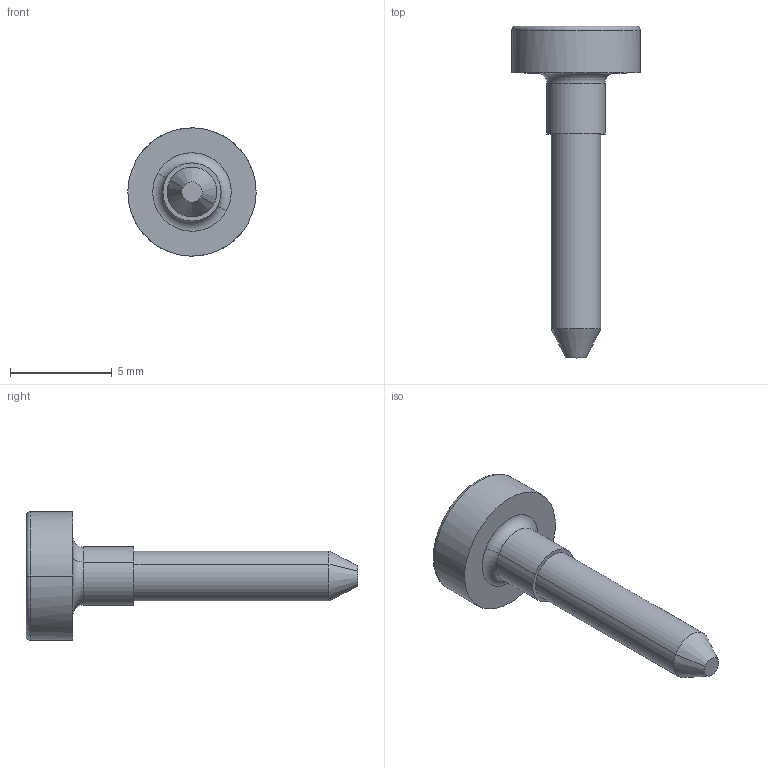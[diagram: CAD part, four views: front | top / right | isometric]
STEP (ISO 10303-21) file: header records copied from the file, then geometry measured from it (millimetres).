
FILE_DESCRIPTION(('CATIA V5 STEP Exchange','CAx-IF Rec.Pracs.--- Model Styling and Organization---1.5--- 2016-08-15','CAx-IF Rec.Pracs.---Supplemental Geometry---1.0---2011-11-01','CAx-IF Rec.Pracs.--- Composite Materials ---1.1---2010-07-15'),'2;1');
FILE_NAME ('1340595-1_0_2812340000_2812340000.stp','2024-06-17T07:57:19+00:00',('none'),('Weidmueller'),'CATIA Version 5-6 Release 2022 SP4 HF5','CATIA V5 STEP AP214 v3','none');
FILE_SCHEMA(('AUTOMOTIVE_DESIGN { 1 0 10303 214 1 1 1 1 }'));
Length unit declared in the file: millimetre
Products named in the file (1): EJOT Delta PT P35x14/11
Bounding box: 6.3 x 16.3 x 6.3 mm (x, y, z)
Volume: 127 mm3; surface area: 227.9 mm2
Topology: 1 solids, 1 shells, 68 faces, 186 edges, 121 vertices
Faces by surface type: bspline 24, cylinder 20, plane 16, torus 4, cone 4
Entity records: 2907 total; most frequent: CARTESIAN_POINT 1580, ORIENTED_EDGE 368, EDGE_CURVE 184, DIRECTION 128, VERTEX_POINT 121, B_SPLINE_CURVE_WITH_KNOTS 108, EDGE_LOOP 71, ADVANCED_FACE 68
